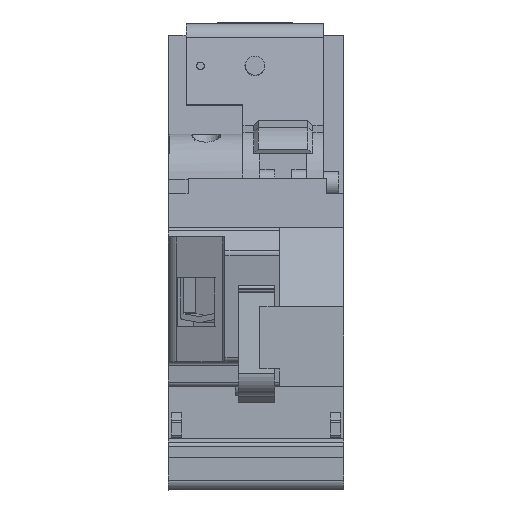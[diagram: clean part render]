
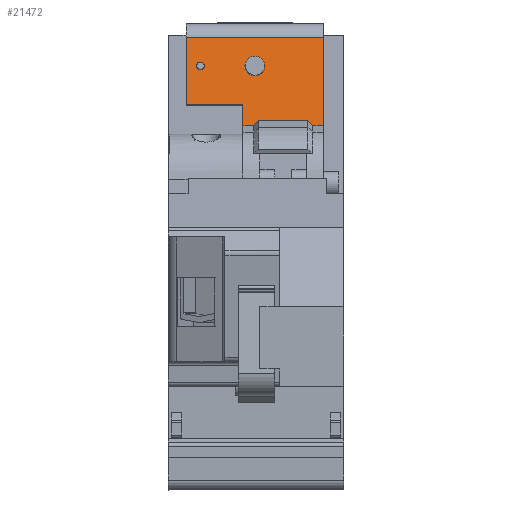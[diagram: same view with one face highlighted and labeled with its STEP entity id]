
A CAD part, front view. The second image highlights one B-rep face of the part: STEP entity #21472.
In plain terms, the highlighted planar face has unit normal (0, -0.988, 0.156).
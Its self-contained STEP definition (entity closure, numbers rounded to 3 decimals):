
#4484=DIRECTION('',(0.,-0.156,-0.988));
#4485=VECTOR('',#4484,13.801);
#4486=CARTESIAN_POINT('',(-13.9,-70.653,70.582));
#4487=LINE('',#4486,#4485);
#4570=DIRECTION('',(0.,0.156,0.988));
#4571=VECTOR('',#4570,18.079);
#4572=CARTESIAN_POINT('',(13.9,-73.481,52.726));
#4573=LINE('',#4572,#4571);
#4981=DIRECTION('',(0.,-0.156,-0.988));
#4982=VECTOR('',#4981,4.278);
#4983=CARTESIAN_POINT('',(-2.4,-72.812,
56.951));
#4984=LINE('',#4983,#4982);
#10247=DIRECTION('',(0.668,0.116,0.735));
#10248=VECTOR('',#10247,1.496);
#10249=CARTESIAN_POINT('',(-0.25,-73.481,
52.726));
#10250=LINE('',#10249,#10248);
#10268=DIRECTION('',(1.,0.,0.));
#10269=VECTOR('',#10268,2.15);
#10270=CARTESIAN_POINT('',(-2.4,-73.481,
52.726));
#10271=LINE('',#10270,#10269);
#10282=DIRECTION('',(-0.668,0.116,0.735));
#10283=VECTOR('',#10282,1.496);
#10284=CARTESIAN_POINT('',(11.75,-73.481,
52.726));
#10285=LINE('',#10284,#10283);
#10289=CARTESIAN_POINT('',(0.,-71.569,
64.795));
#10290=DIRECTION('',(0.,-0.988,0.156));
#10291=DIRECTION('',(0.,-0.156,-0.988));
#10292=AXIS2_PLACEMENT_3D('',#10289,#10290,#10291);
#10297=CARTESIAN_POINT('',(0.,-71.569,
64.795));
#10298=DIRECTION('',(0.,-0.988,0.156));
#10299=DIRECTION('',(1.,0.,0.));
#10300=AXIS2_PLACEMENT_3D('',#10297,#10298,#10299);
#10305=CARTESIAN_POINT('',(0.,-71.569,
64.795));
#10306=DIRECTION('',(0.,-0.988,0.156));
#10307=DIRECTION('',(0.,0.156,0.988));
#10308=AXIS2_PLACEMENT_3D('',#10305,#10306,#10307);
#10313=CARTESIAN_POINT('',(0.,-71.569,
64.795));
#10314=DIRECTION('',(0.,-0.988,0.156));
#10315=DIRECTION('',(-1.,0.,0.));
#10316=AXIS2_PLACEMENT_3D('',#10313,#10314,#10315);
#10321=CARTESIAN_POINT('',(-11.,-71.569,
64.795));
#10322=DIRECTION('',(0.,-0.988,0.156));
#10323=DIRECTION('',(0.,-0.156,-0.988));
#10324=AXIS2_PLACEMENT_3D('',#10321,#10322,#10323);
#10329=CARTESIAN_POINT('',(-11.,-71.569,
64.795));
#10330=DIRECTION('',(0.,-0.988,0.156));
#10331=DIRECTION('',(1.,0.,0.));
#10332=AXIS2_PLACEMENT_3D('',#10329,#10330,#10331);
#10337=CARTESIAN_POINT('',(-11.,-71.569,
64.795));
#10338=DIRECTION('',(0.,-0.988,0.156));
#10339=DIRECTION('',(0.,0.156,0.988));
#10340=AXIS2_PLACEMENT_3D('',#10337,#10338,#10339);
#10345=CARTESIAN_POINT('',(-11.,-71.569,
64.795));
#10346=DIRECTION('',(0.,-0.988,0.156));
#10347=DIRECTION('',(-1.,0.,0.));
#10348=AXIS2_PLACEMENT_3D('',#10345,#10346,#10347);
#10360=DIRECTION('',(1.,0.,0.));
#10361=VECTOR('',#10360,11.5);
#10362=CARTESIAN_POINT('',(-13.9,-72.812,56.951));
#10363=LINE('',#10362,#10361);
#10367=DIRECTION('',(-1.,0.,0.));
#10368=VECTOR('',#10367,27.8);
#10369=CARTESIAN_POINT('',(13.9,-70.653,70.582));
#10370=LINE('',#10369,#10368);
#10486=DIRECTION('',(1.,0.,0.));
#10487=VECTOR('',#10486,2.15);
#10488=CARTESIAN_POINT('',(11.75,-73.481,
52.726));
#10489=LINE('',#10488,#10487);
#10690=DIRECTION('',(1.,0.,0.));
#10691=VECTOR('',#10690,10.);
#10692=CARTESIAN_POINT('',(0.75,-73.307,
53.824));
#10693=LINE('',#10692,#10691);
#12852=CARTESIAN_POINT('',(-13.9,-70.653,70.582));
#12853=VERTEX_POINT('',#12852);
#12854=CARTESIAN_POINT('',(-13.9,-72.812,56.951));
#12855=VERTEX_POINT('',#12854);
#12878=CARTESIAN_POINT('',(13.9,-73.481,52.726));
#12879=VERTEX_POINT('',#12878);
#12880=CARTESIAN_POINT('',(13.9,-70.653,70.582));
#12881=VERTEX_POINT('',#12880);
#13000=CARTESIAN_POINT('',(-2.4,-72.812,
56.951));
#13001=VERTEX_POINT('',#13000);
#13002=CARTESIAN_POINT('',(-2.4,-73.481,
52.726));
#13003=VERTEX_POINT('',#13002);
#13971=CARTESIAN_POINT('',(-0.25,-73.481,
52.726));
#13972=VERTEX_POINT('',#13971);
#13973=CARTESIAN_POINT('',(0.75,-73.307,
53.824));
#13974=VERTEX_POINT('',#13973);
#13975=CARTESIAN_POINT('',(11.75,-73.481,
52.726));
#13976=VERTEX_POINT('',#13975);
#13977=CARTESIAN_POINT('',(10.75,-73.307,
53.824));
#13978=VERTEX_POINT('',#13977);
#13979=CARTESIAN_POINT('',(0.,-71.882,
62.819));
#13980=CARTESIAN_POINT('',(2.,-71.569,
64.795));
#13981=VERTEX_POINT('',#13979);
#13982=VERTEX_POINT('',#13980);
#13983=CARTESIAN_POINT('',(0.,-71.256,
66.77));
#13984=VERTEX_POINT('',#13983);
#13985=CARTESIAN_POINT('',(-2.,-71.569,
64.795));
#13986=VERTEX_POINT('',#13985);
#13987=CARTESIAN_POINT('',(-11.,-71.694,
64.005));
#13988=CARTESIAN_POINT('',(-10.2,-71.569,
64.795));
#13989=VERTEX_POINT('',#13987);
#13990=VERTEX_POINT('',#13988);
#13991=CARTESIAN_POINT('',(-11.,-71.444,
65.585));
#13992=VERTEX_POINT('',#13991);
#13993=CARTESIAN_POINT('',(-11.8,-71.569,
64.795));
#13994=VERTEX_POINT('',#13993);
#21430=CARTESIAN_POINT('',(5.75,-73.762,50.953));
#21431=DIRECTION('',(0.,0.988,-0.156));
#21432=DIRECTION('',(0.,0.156,0.988));
#21433=AXIS2_PLACEMENT_3D('',#21430,#21431,#21432);
#21434=PLANE('',#21433);
#21435=ORIENTED_EDGE('',*,*,#21415,.F.);
#21436=ORIENTED_EDGE('',*,*,#15270,.F.);
#21438=ORIENTED_EDGE('',*,*,#21437,.F.);
#21439=ORIENTED_EDGE('',*,*,#14880,.F.);
#21441=ORIENTED_EDGE('',*,*,#21440,.F.);
#21442=ORIENTED_EDGE('',*,*,#14940,.F.);
#21444=ORIENTED_EDGE('',*,*,#21443,.F.);
#21446=ORIENTED_EDGE('',*,*,#21445,.T.);
#21448=ORIENTED_EDGE('',*,*,#21447,.F.);
#21449=ORIENTED_EDGE('',*,*,#21395,.F.);
#21450=EDGE_LOOP('',(#21435,#21436,#21438,#21439,#21441,#21442,#21444,#21446,
#21448,#21449));
#21451=FACE_OUTER_BOUND('',#21450,.F.);
#21453=ORIENTED_EDGE('',*,*,#21452,.T.);
#21455=ORIENTED_EDGE('',*,*,#21454,.T.);
#21457=ORIENTED_EDGE('',*,*,#21456,.T.);
#21459=ORIENTED_EDGE('',*,*,#21458,.T.);
#21460=EDGE_LOOP('',(#21453,#21455,#21457,#21459));
#21461=FACE_BOUND('',#21460,.F.);
#21463=ORIENTED_EDGE('',*,*,#21462,.T.);
#21465=ORIENTED_EDGE('',*,*,#21464,.T.);
#21467=ORIENTED_EDGE('',*,*,#21466,.T.);
#21469=ORIENTED_EDGE('',*,*,#21468,.T.);
#21470=EDGE_LOOP('',(#21463,#21465,#21467,#21469));
#21471=FACE_BOUND('',#21470,.F.);
#10293=CIRCLE('',#10292,2.);
#10301=CIRCLE('',#10300,2.);
#10309=CIRCLE('',#10308,2.);
#10317=CIRCLE('',#10316,2.);
#10325=CIRCLE('',#10324,0.8);
#10333=CIRCLE('',#10332,0.8);
#10341=CIRCLE('',#10340,0.8);
#10349=CIRCLE('',#10348,0.8);
#14880=EDGE_CURVE('',#12853,#12855,#4487,.T.);
#14940=EDGE_CURVE('',#12879,#12881,#4573,.T.);
#15270=EDGE_CURVE('',#13001,#13003,#4984,.T.);
#21395=EDGE_CURVE('',#13972,#13974,#10250,.T.);
#21415=EDGE_CURVE('',#13003,#13972,#10271,.T.);
#21437=EDGE_CURVE('',#12855,#13001,#10363,.T.);
#21440=EDGE_CURVE('',#12881,#12853,#10370,.T.);
#21443=EDGE_CURVE('',#13976,#12879,#10489,.T.);
#21445=EDGE_CURVE('',#13976,#13978,#10285,.T.);
#21447=EDGE_CURVE('',#13974,#13978,#10693,.T.);
#21452=EDGE_CURVE('',#13981,#13982,#10293,.T.);
#21454=EDGE_CURVE('',#13982,#13984,#10301,.T.);
#21456=EDGE_CURVE('',#13984,#13986,#10309,.T.);
#21458=EDGE_CURVE('',#13986,#13981,#10317,.T.);
#21462=EDGE_CURVE('',#13989,#13990,#10325,.T.);
#21464=EDGE_CURVE('',#13990,#13992,#10333,.T.);
#21466=EDGE_CURVE('',#13992,#13994,#10341,.T.);
#21468=EDGE_CURVE('',#13994,#13989,#10349,.T.);
#21472=ADVANCED_FACE('',(#21451,#21461,#21471),#21434,.F.);
